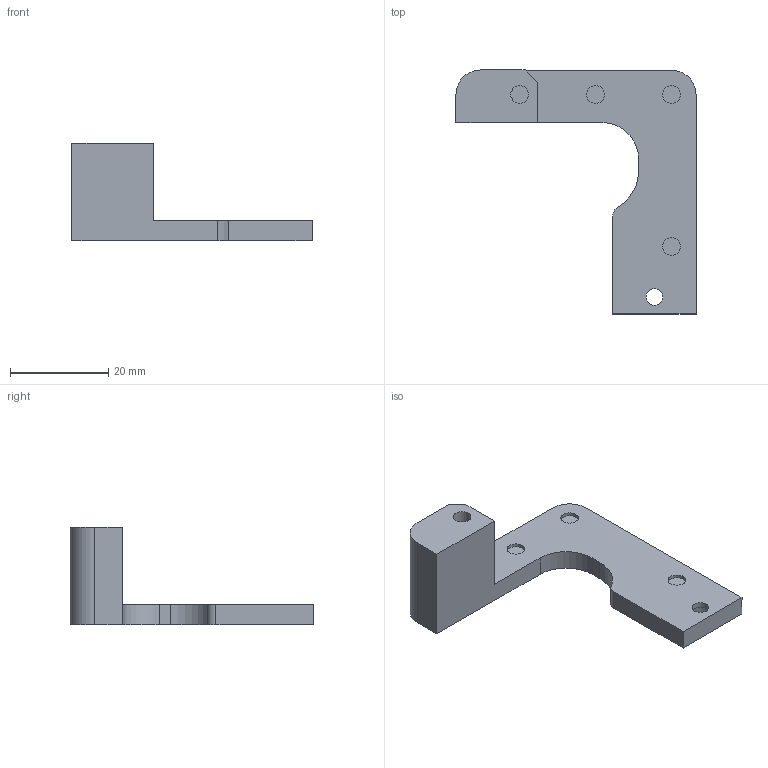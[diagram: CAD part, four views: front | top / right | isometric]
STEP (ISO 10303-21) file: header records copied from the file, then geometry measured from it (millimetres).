
FILE_DESCRIPTION (( 'STEP AP203' ), '1' );
FILE_NAME ('hot end cover.STEP', '2019-01-01T17:49:30', ( '' ), ( '' ), 'SwSTEP 2.0', 'SolidWorks 2018', '' );
FILE_SCHEMA (( 'CONFIG_CONTROL_DESIGN' ));
Length unit declared in the file: millimetre
Products named in the file (1): hot end cover
Bounding box: 49 x 49.77 x 19.9 mm (x, y, z)
Volume: 6514.3 mm3; surface area: 4338.6 mm2
Topology: 1 solids, 1 shells, 46 faces, 105 edges, 70 vertices
Faces by surface type: cylinder 25, plane 21
Entity records: 1400 total; most frequent: DIRECTION 249, CARTESIAN_POINT 222, ORIENTED_EDGE 210, EDGE_CURVE 105, AXIS2_PLACEMENT_3D 97, VERTEX_POINT 70, EDGE_LOOP 57, VECTOR 55
